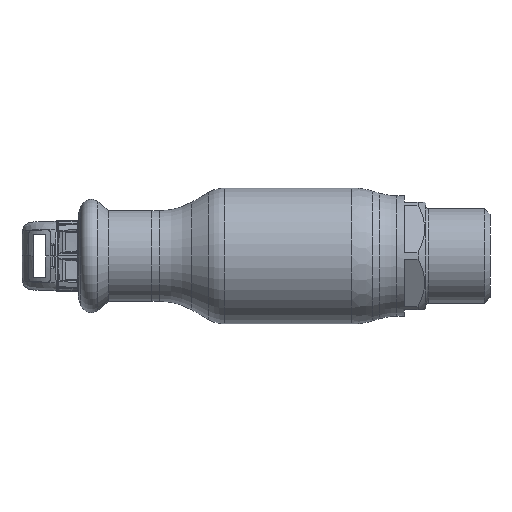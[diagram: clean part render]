
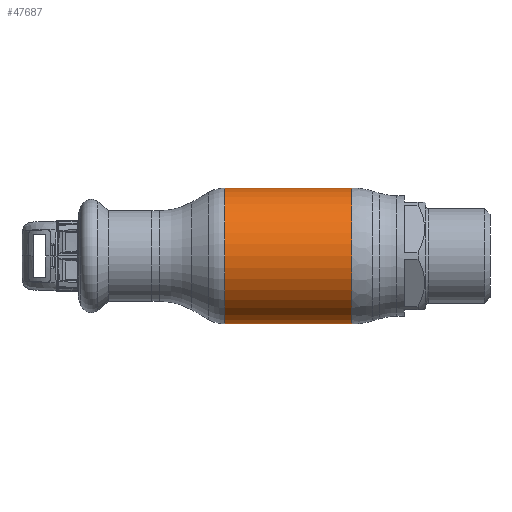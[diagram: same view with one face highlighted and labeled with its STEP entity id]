
A CAD part, front view. The second image highlights one B-rep face of the part: STEP entity #47687.
In plain terms, the highlighted cylindrical face has radius 19 mm (diameter 38 mm), a partial arc.
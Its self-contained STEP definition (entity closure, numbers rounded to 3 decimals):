
#397 = EDGE_CURVE ( 'NONE', #20952, #26427, #41043, .T. ) ;
#1673 = LINE ( 'NONE', #42975, #61522 ) ;
#1937 = CARTESIAN_POINT ( 'NONE',  ( 17.411, 0., 19. ) ) ;
#2353 = DIRECTION ( 'NONE',  ( -1., 0., 0. ) ) ;
#4306 = VECTOR ( 'NONE', #56432, 1000. ) ;
#6072 = CARTESIAN_POINT ( 'NONE',  ( -18.088, 0., 19. ) ) ;
#6333 = DIRECTION ( 'NONE',  ( -1., 0., 0. ) ) ;
#6885 = AXIS2_PLACEMENT_3D ( 'NONE', #32777, #6333, #48771 ) ;
#7145 = CIRCLE ( 'NONE', #56480, 19. ) ;
#9497 = ORIENTED_EDGE ( 'NONE', *, *, #397, .F. ) ;
#10340 = VERTEX_POINT ( 'NONE', #1937 ) ;
#11108 = CARTESIAN_POINT ( 'NONE',  ( 17.411, 0., -19. ) ) ;
#12027 = CARTESIAN_POINT ( 'NONE',  ( -18.088, 0., -19. ) ) ;
#12835 = CARTESIAN_POINT ( 'NONE',  ( -62.69, 0., 0. ) ) ;
#16558 = DIRECTION ( 'NONE',  ( -1., 0., 0. ) ) ;
#18338 = CYLINDRICAL_SURFACE ( 'NONE', #42642, 19. ) ;
#20952 = VERTEX_POINT ( 'NONE', #12027 ) ;
#22250 = CARTESIAN_POINT ( 'NONE',  ( 17.411, 0., 0. ) ) ;
#24511 = EDGE_CURVE ( 'NONE', #40684, #10340, #7145, .T. ) ;
#26427 = VERTEX_POINT ( 'NONE', #6072 ) ;
#28950 = ORIENTED_EDGE ( 'NONE', *, *, #68958, .T. ) ;
#32777 = CARTESIAN_POINT ( 'NONE',  ( -18.088, 0., 0. ) ) ;
#40572 = DIRECTION ( 'NONE',  ( 0., 0., 1. ) ) ;
#40684 = VERTEX_POINT ( 'NONE', #11108 ) ;
#41043 = CIRCLE ( 'NONE', #6885, 19. ) ;
#42642 = AXIS2_PLACEMENT_3D ( 'NONE', #12835, #2353, #40572 ) ;
#42975 = CARTESIAN_POINT ( 'NONE',  ( -62.69, 0., -19. ) ) ;
#44022 = FACE_OUTER_BOUND ( 'NONE', #45860, .T. ) ;
#45562 = CARTESIAN_POINT ( 'NONE',  ( -62.69, 0., 19. ) ) ;
#45860 = EDGE_LOOP ( 'NONE', ( #53695, #48149, #28950, #9497 ) ) ;
#47523 = EDGE_CURVE ( 'NONE', #40684, #20952, #1673, .T. ) ;
#47687 = ADVANCED_FACE ( 'NONE', ( #44022 ), #18338, .T. ) ;
#48149 = ORIENTED_EDGE ( 'NONE', *, *, #24511, .T. ) ;
#48326 = LINE ( 'NONE', #45562, #4306 ) ;
#48771 = DIRECTION ( 'NONE',  ( 0., 0., 1. ) ) ;
#53695 = ORIENTED_EDGE ( 'NONE', *, *, #47523, .F. ) ;
#56432 = DIRECTION ( 'NONE',  ( -1., 0., 0. ) ) ;
#56480 = AXIS2_PLACEMENT_3D ( 'NONE', #22250, #58488, #58724 ) ;
#58488 = DIRECTION ( 'NONE',  ( -1., 0., 0. ) ) ;
#58724 = DIRECTION ( 'NONE',  ( 0., 0., 1. ) ) ;
#61522 = VECTOR ( 'NONE', #16558, 1000. ) ;
#68958 = EDGE_CURVE ( 'NONE', #10340, #26427, #48326, .T. ) ;
